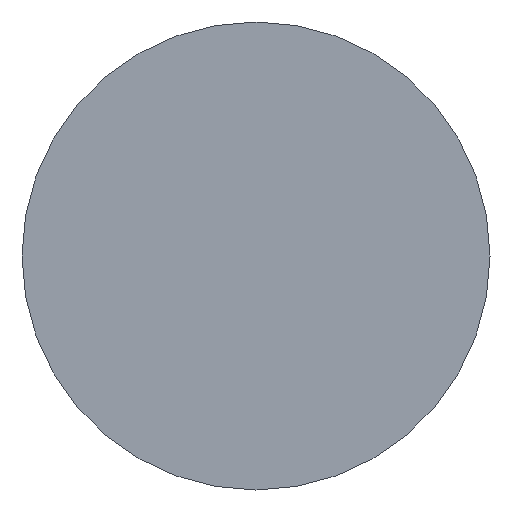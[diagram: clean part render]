
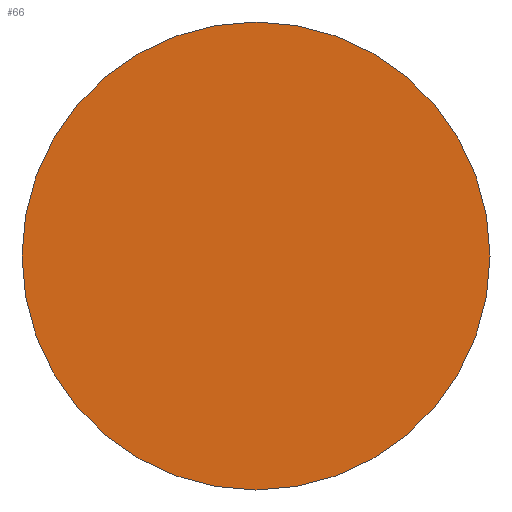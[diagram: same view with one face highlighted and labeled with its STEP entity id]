
A CAD part, left-side view. The second image highlights one B-rep face of the part: STEP entity #66.
In plain terms, the highlighted planar face has unit normal (-1, 0, 0).
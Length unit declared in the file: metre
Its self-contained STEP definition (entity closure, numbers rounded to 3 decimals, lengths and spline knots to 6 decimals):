
#14=PLANE('',#90);
#21=ORIENTED_EDGE('',*,*,#29,.T.);
#29=EDGE_CURVE('',#34,#34,#39,.T.);
#34=VERTEX_POINT('',#128);
#39=CIRCLE('',#88,0.00375);
#46=EDGE_LOOP('',(#21));
#56=FACE_BOUND('',#46,.T.);
#66=ADVANCED_FACE('',(#56),#14,.T.);
#88=AXIS2_PLACEMENT_3D('',#127,#107,#108);
#90=AXIS2_PLACEMENT_3D('',#131,#111,#112);
#107=DIRECTION('',(-1.,0.,0.));
#108=DIRECTION('',(0.,0.,1.));
#111=DIRECTION('',(-1.,0.,0.));
#112=DIRECTION('',(0.,-1.,0.));
#127=CARTESIAN_POINT('',(0.0535,0.0055,-0.00975));
#128=CARTESIAN_POINT('',(0.0535,0.0055,-0.006));
#131=CARTESIAN_POINT('',(0.0535,0.0055,-0.00975));
